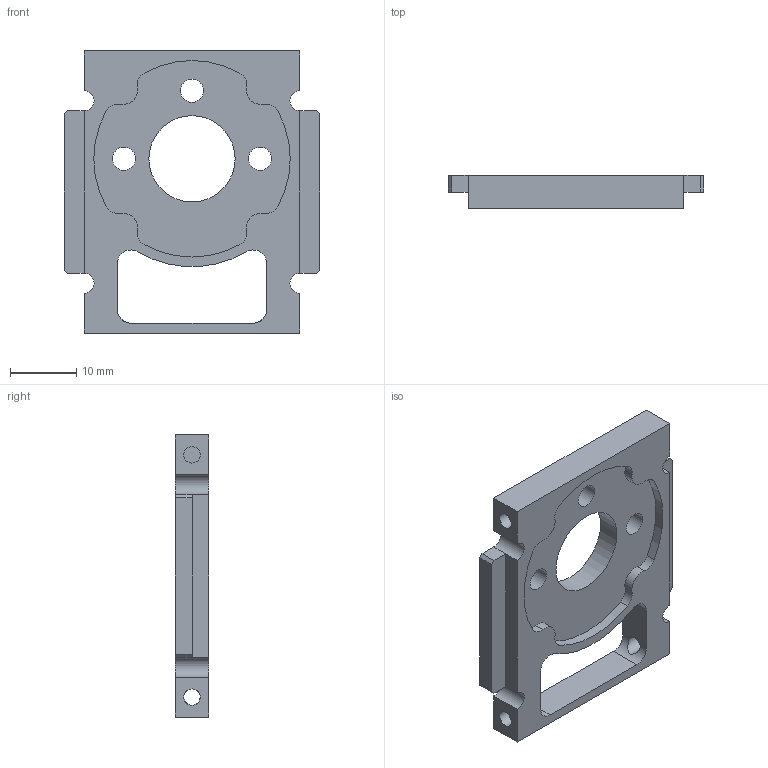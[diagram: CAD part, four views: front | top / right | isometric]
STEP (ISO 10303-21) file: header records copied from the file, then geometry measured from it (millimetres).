
FILE_DESCRIPTION(/* description */ (''),/* implementation_level */ '2;1');
FILE_NAME(/* name */ 'ShoulderHormFrame.stp',/* time_stamp */ '2024-04-11T15:22:11+09:00',/* author */ ('Masato Kubotera'),/* organization */ (''),/* preprocessor_version */ 'ST-DEVELOPER v20',/* originating_system */ 'Autodesk Inventor 2024',/* authorisation */ '');
FILE_SCHEMA (('AUTOMOTIVE_DESIGN { 1 0 10303 214 3 1 1 }'));
Length unit declared in the file: millimetre
Products named in the file (1): ShoulderHormFrame
Bounding box: 38.5 x 5 x 42.5 mm (x, y, z)
Volume: 4484.9 mm3; surface area: 3967.6 mm2
Topology: 1 solids, 1 shells, 61 faces, 170 edges, 112 vertices
Faces by surface type: cylinder 33, plane 28
Full cylindrical faces by diameter (mm): 2.459 x4, 3.5 x3, 13 x1
Entity records: 2107 total; most frequent: CARTESIAN_POINT 404, DIRECTION 360, ORIENTED_EDGE 340, EDGE_CURVE 170, AXIS2_PLACEMENT_3D 130, VERTEX_POINT 112, LINE 100, VECTOR 100
